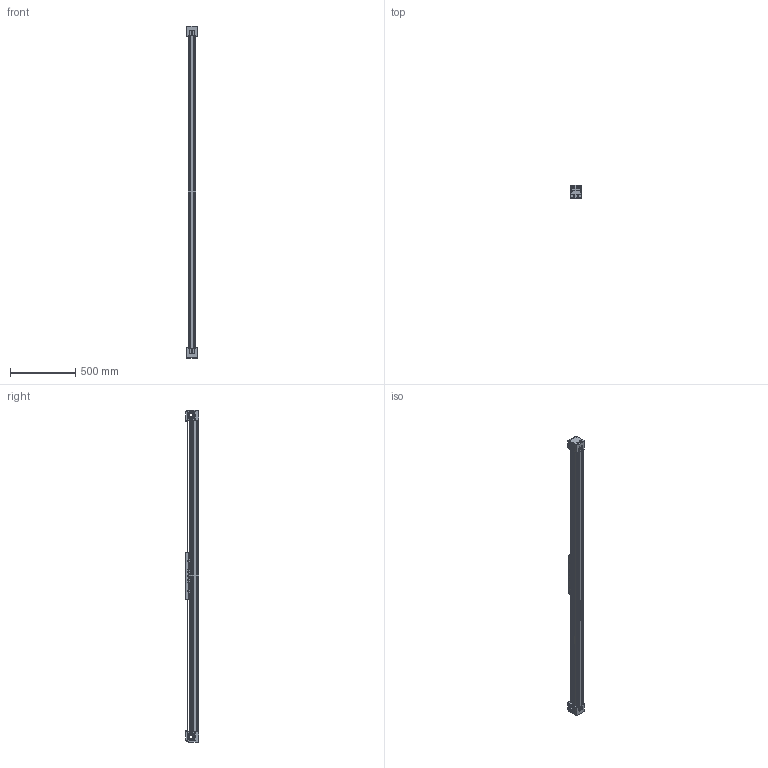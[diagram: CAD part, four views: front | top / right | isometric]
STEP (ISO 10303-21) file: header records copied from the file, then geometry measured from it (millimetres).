
FILE_DESCRIPTION (( 'STEP AP214' ), '1' );
FILE_NAME ('BLM60-2000.STEP', '2023-02-28T09:03:25', ( '' ), ( '' ), 'SwSTEP 2.0', 'SolidWorks 2023', '' );
FILE_SCHEMA (( 'AUTOMOTIVE_DESIGN' ));
Length unit declared in the file: millimetre
Products named in the file (1): BLM60-2000
Bounding box: 80 x 104 x 2536 mm (x, y, z)
Volume: 9192917.4 mm3; surface area: 1892741.3 mm2
Topology: 117 solids, 117 shells, 5209 faces, 14462 edges, 9432 vertices
Faces by surface type: plane 2863, cylinder 1978, torus 176, sphere 116, cone 52, bspline 24
Entity records: 227960 total; most frequent: CARTESIAN_POINT 33634, DIRECTION 28796, ORIENTED_EDGE 28220, EDGE_CURVE 14110, AXIS2_PLACEMENT_3D 9666, VECTOR 9464, LINE 9464, VERTEX_POINT 9320
